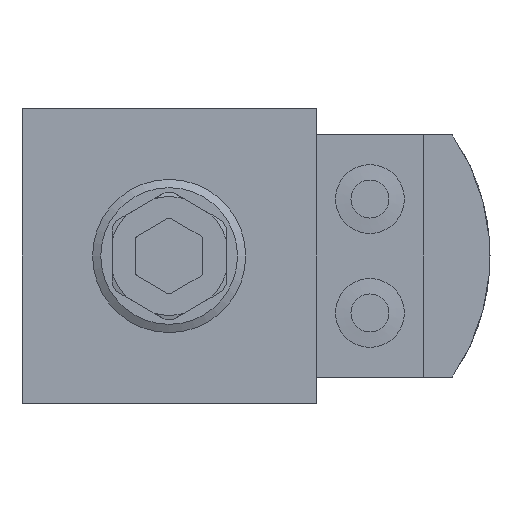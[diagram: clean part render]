
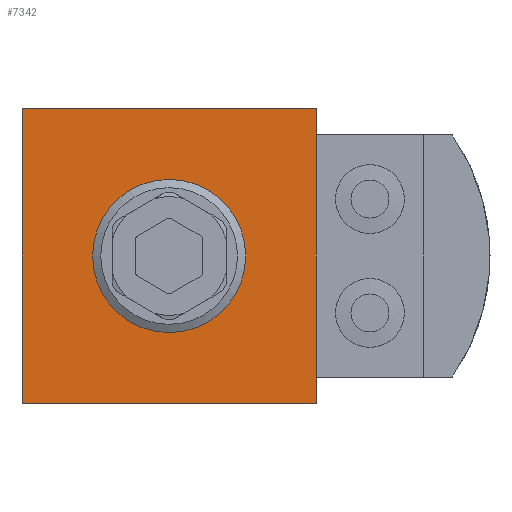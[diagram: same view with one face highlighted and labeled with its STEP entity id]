
A CAD part, front view. The second image highlights one B-rep face of the part: STEP entity #7342.
In plain terms, the highlighted planar face has unit normal (0, -1, 0).
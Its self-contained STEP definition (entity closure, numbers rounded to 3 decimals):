
#146=PLANE('',#7702);
#484=LINE('',#10029,#1068);
#532=LINE('',#10137,#1116);
#540=LINE('',#10152,#1124);
#586=LINE('',#10254,#1170);
#1068=VECTOR('',#8389,1000.);
#1116=VECTOR('',#8477,1000.);
#1124=VECTOR('',#8487,1000.);
#1170=VECTOR('',#8571,1000.);
#1490=CIRCLE('',#7703,16.132);
#2163=ORIENTED_EDGE('',*,*,#3503,.F.);
#2164=ORIENTED_EDGE('',*,*,#3421,.F.);
#2165=ORIENTED_EDGE('',*,*,#3413,.F.);
#2166=ORIENTED_EDGE('',*,*,#3356,.F.);
#2167=ORIENTED_EDGE('',*,*,#3476,.F.);
#3356=EDGE_CURVE('',#4065,#4066,#484,.T.);
#3413=EDGE_CURVE('',#4066,#4106,#532,.T.);
#3421=EDGE_CURVE('',#4106,#4112,#540,.T.);
#3476=EDGE_CURVE('',#4112,#4065,#586,.T.);
#3503=EDGE_CURVE('',#4163,#4163,#1490,.F.);
#4065=VERTEX_POINT('',#10028);
#4066=VERTEX_POINT('',#10030);
#4106=VERTEX_POINT('',#10138);
#4112=VERTEX_POINT('',#10153);
#4163=VERTEX_POINT('',#10304);
#4538=EDGE_LOOP('',(#2163));
#4539=EDGE_LOOP('',(#2164,#2165,#2166,#2167));
#4896=FACE_BOUND('',#4538,.T.);
#4897=FACE_BOUND('',#4539,.T.);
#7342=ADVANCED_FACE('',(#4896,#4897),#146,.F.);
#7702=AXIS2_PLACEMENT_3D('',#10302,#8615,#8616);
#7703=AXIS2_PLACEMENT_3D('',#10303,#8617,#8618);
#8389=DIRECTION('',(0.,0.,-1.));
#8477=DIRECTION('',(-1.,0.,0.));
#8487=DIRECTION('',(0.,0.,1.));
#8571=DIRECTION('',(1.,0.,0.));
#8615=DIRECTION('',(0.,1.,0.));
#8616=DIRECTION('',(0.,0.,1.));
#8617=DIRECTION('',(0.,1.,0.));
#8618=DIRECTION('',(0.,0.,1.));
#10028=CARTESIAN_POINT('',(31.,-45.,31.));
#10029=CARTESIAN_POINT('',(31.,-45.,31.));
#10030=CARTESIAN_POINT('',(31.,-45.,-31.));
#10137=CARTESIAN_POINT('',(31.,-45.,-31.));
#10138=CARTESIAN_POINT('',(-31.,-45.,-31.));
#10152=CARTESIAN_POINT('',(-31.,-45.,-31.));
#10153=CARTESIAN_POINT('',(-31.,-45.,31.));
#10254=CARTESIAN_POINT('',(-31.,-45.,31.));
#10302=CARTESIAN_POINT('',(0.,-45.,0.));
#10303=CARTESIAN_POINT('',(0.,-45.,0.));
#10304=CARTESIAN_POINT('',(0.,-45.,16.132));
